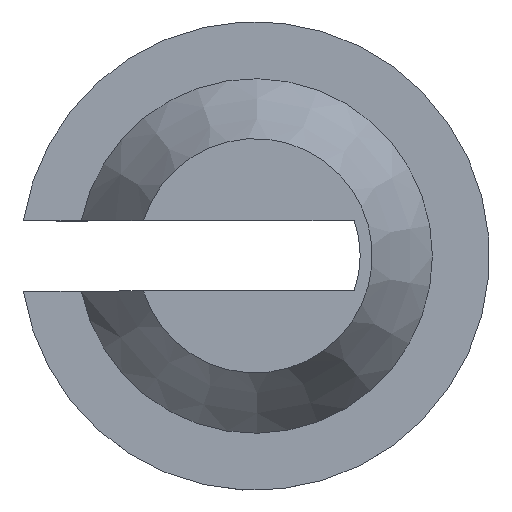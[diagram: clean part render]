
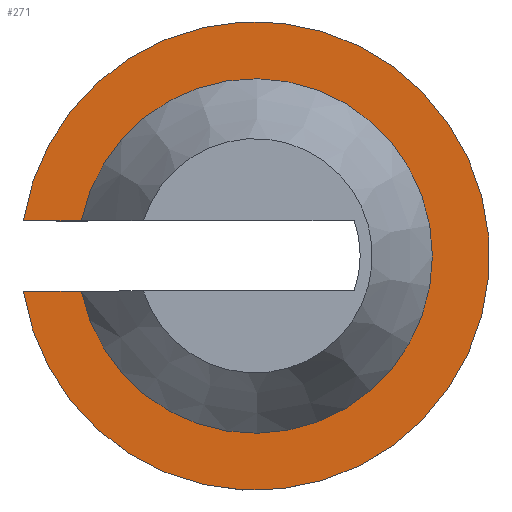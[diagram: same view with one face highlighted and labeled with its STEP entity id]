
A CAD part, top view. The second image highlights one B-rep face of the part: STEP entity #271.
In plain terms, the highlighted planar face has unit normal (0, 0, 1).
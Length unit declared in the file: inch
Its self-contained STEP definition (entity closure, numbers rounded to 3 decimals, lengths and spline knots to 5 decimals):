
#31=LINE('',#465,#47);
#33=LINE('',#483,#49);
#47=VECTOR('',#367,0.3937);
#49=VECTOR('',#377,0.3937);
#57=PLANE('',#312);
#71=FACE_OUTER_BOUND('',#86,.T.);
#86=EDGE_LOOP('',(#246,#247,#248,#249));
#99=CIRCLE('',#311,1.25);
#100=CIRCLE('',#313,0.94583);
#132=VERTEX_POINT('',#462);
#133=VERTEX_POINT('',#464);
#135=VERTEX_POINT('',#478);
#136=VERTEX_POINT('',#482);
#166=EDGE_CURVE('',#133,#132,#31,.T.);
#172=EDGE_CURVE('',#136,#135,#33,.T.);
#174=EDGE_CURVE('',#132,#136,#99,.T.);
#175=EDGE_CURVE('',#135,#133,#100,.T.);
#246=ORIENTED_EDGE('',*,*,#172,.T.);
#247=ORIENTED_EDGE('',*,*,#175,.T.);
#248=ORIENTED_EDGE('',*,*,#166,.T.);
#249=ORIENTED_EDGE('',*,*,#174,.T.);
#271=ADVANCED_FACE('',(#71),#57,.T.);
#311=AXIS2_PLACEMENT_3D('',#486,#381,#382);
#312=AXIS2_PLACEMENT_3D('',#487,#383,#384);
#313=AXIS2_PLACEMENT_3D('',#488,#385,#386);
#367=DIRECTION('',(-1.,0.,0.));
#377=DIRECTION('',(1.,0.,0.));
#381=DIRECTION('center_axis',(0.,0.,1.));
#382=DIRECTION('ref_axis',(1.,0.,0.));
#383=DIRECTION('center_axis',(0.,0.,1.));
#384=DIRECTION('ref_axis',(1.,0.,0.));
#385=DIRECTION('center_axis',(0.,0.,-1.));
#386=DIRECTION('ref_axis',(1.,0.,0.));
#462=CARTESIAN_POINT('',(-1.23586,-0.1875,0.0625));
#464=CARTESIAN_POINT('',(-0.92706,-0.1875,0.0625));
#465=CARTESIAN_POINT('',(-0.26517,-0.1875,0.0625));
#478=CARTESIAN_POINT('',(-0.92706,0.1875,0.0625));
#482=CARTESIAN_POINT('',(-1.23586,0.1875,0.0625));
#483=CARTESIAN_POINT('',(-0.29811,0.1875,0.0625));
#486=CARTESIAN_POINT('Origin',(0.,0.,0.0625));
#487=CARTESIAN_POINT('Origin',(0.,0.,0.0625));
#488=CARTESIAN_POINT('Origin',(0.,0.,0.0625));
